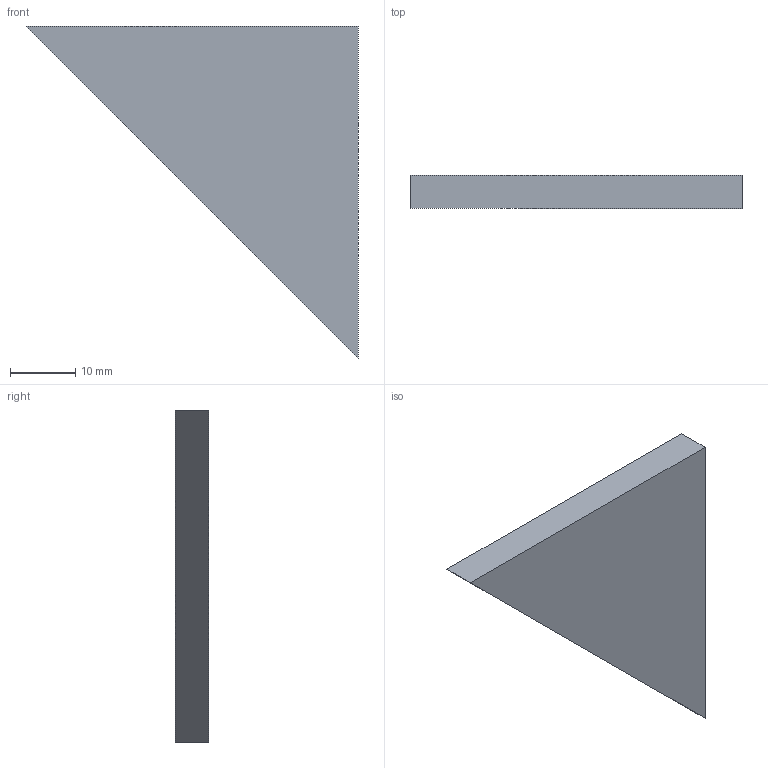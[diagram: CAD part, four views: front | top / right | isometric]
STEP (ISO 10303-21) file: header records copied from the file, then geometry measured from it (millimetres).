
FILE_DESCRIPTION(('produced by SPATIAL CORP'),'2;1');
FILE_NAME( 'part_multi_22.prt.hh.sat.stp','2002-04-19T13:17:51+00:00',( 'SPATIAL CORP'),('SPATIAL CORP'),'ACIS STEP Husk', 'http://www.spatial.com','SPATIAL CORP');
FILE_SCHEMA(('CONFIG_CONTROL_DESIGN'));
Length unit declared in the file: millimetre
Products named in the file (1): PRODUCT_ID_1
Bounding box: 50.8 x 5.08 x 50.8 mm (x, y, z)
Volume: 6554.8 mm3; surface area: 3461.7 mm2
Topology: 1 solids, 1 shells, 5 faces, 9 edges, 6 vertices
Faces by surface type: plane 5
Entity records: 208 total; most frequent: CARTESIAN_POINT 20, DIRECTION 19, ORIENTED_EDGE 18, VECTOR 9, LINE 9, EDGE_CURVE 9, PERSON 8, ORGANIZATION 8
